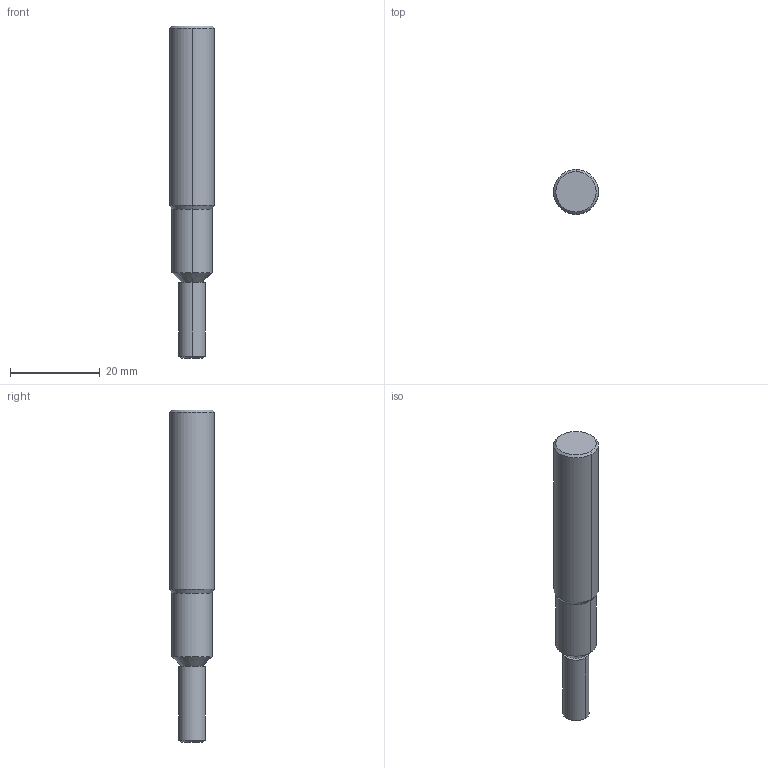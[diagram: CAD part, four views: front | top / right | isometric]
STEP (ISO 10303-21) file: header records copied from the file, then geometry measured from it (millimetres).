
FILE_DESCRIPTION(('no description'),'unknown implementation level');
FILE_NAME('soliddewtyl7lVHsl8jiR3Nk2m43dd_4_1.STP',' ',('CIMSOURCE GmbH'),('CADClick - KiM GmbH - www.kimweb.de'),'unknown preprocess','ACIS','unknown authorization');
FILE_SCHEMA(('automotive_design'));
Length unit declared in the file: millimetre
Products named in the file (2): 1; 2
Bounding box: 10 x 10 x 74 mm (x, y, z)
Volume: 4645.4 mm3; surface area: 2627.3 mm2
Topology: 2 solids, 2 shells, 27 faces, 52 edges, 32 vertices
Faces by surface type: cone 10, cylinder 10, plane 7
Entity records: 1399 total; most frequent: DIRECTION 150, CARTESIAN_POINT 117, STYLED_ITEM 113, PRESENTATION_STYLE_ASSIGNMENT 113, COLOUR_RGB 113, ORIENTED_EDGE 104, AXIS2_PLACEMENT_3D 65, EDGE_CURVE 52
